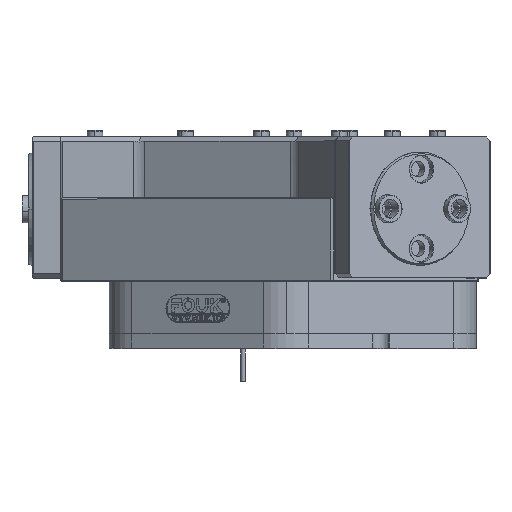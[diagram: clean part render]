
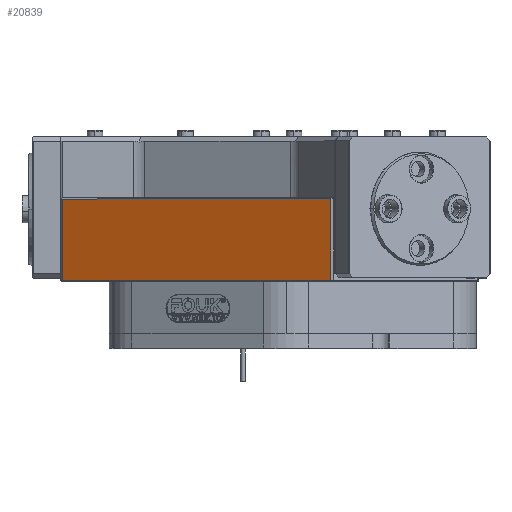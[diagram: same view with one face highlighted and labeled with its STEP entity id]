
A CAD part, top view. The second image highlights one B-rep face of the part: STEP entity #20839.
In plain terms, the highlighted planar face has unit normal (-0.5, 0, 0.866).
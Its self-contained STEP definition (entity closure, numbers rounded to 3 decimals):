
#2376 = VECTOR ( 'NONE', #42790, 1000. ) ;
#4469 = CARTESIAN_POINT ( 'NONE',  ( -100.78, 23.5, 37.655 ) ) ;
#4734 = EDGE_CURVE ( 'NONE', #39166, #11443, #35155, .T. ) ;
#7313 = EDGE_LOOP ( 'NONE', ( #35097, #35590, #37759, #21826 ) ) ;
#7716 = VECTOR ( 'NONE', #7849, 1000. ) ;
#7849 = DIRECTION ( 'NONE',  ( 0.866, 0., 0.5 ) ) ;
#10770 = EDGE_CURVE ( 'NONE', #11443, #34693, #22557, .T. ) ;
#11443 = VERTEX_POINT ( 'NONE', #24207 ) ;
#12783 = EDGE_CURVE ( 'NONE', #34693, #23491, #35551, .T. ) ;
#12949 = AXIS2_PLACEMENT_3D ( 'NONE', #30930, #34318, #14117 ) ;
#14117 = DIRECTION ( 'NONE',  ( 0.866, 0., 0.5 ) ) ;
#17651 = PLANE ( 'NONE',  #12949 ) ;
#19739 = CARTESIAN_POINT ( 'NONE',  ( 17.78, -91.541, 106.106 ) ) ;
#20839 = ADVANCED_FACE ( 'NONE', ( #43346 ), #17651, .T. ) ;
#21826 = ORIENTED_EDGE ( 'NONE', *, *, #4734, .T. ) ;
#22557 = LINE ( 'NONE', #39384, #2376 ) ;
#22682 = CARTESIAN_POINT ( 'NONE',  ( -100.78, 59.4, 37.655 ) ) ;
#23491 = VERTEX_POINT ( 'NONE', #4469 ) ;
#23809 = EDGE_CURVE ( 'NONE', #23491, #39166, #43658, .T. ) ;
#24207 = CARTESIAN_POINT ( 'NONE',  ( 17.78, 59.4, 106.106 ) ) ;
#27657 = CARTESIAN_POINT ( 'NONE',  ( -41.5, 23.5, 71.88 ) ) ;
#28191 = VECTOR ( 'NONE', #32746, 1000. ) ;
#30930 = CARTESIAN_POINT ( 'NONE',  ( -41.5, -91.541, 71.88 ) ) ;
#32746 = DIRECTION ( 'NONE',  ( 0., -1., 0. ) ) ;
#34318 = DIRECTION ( 'NONE',  ( -0.5, 0., 0.866 ) ) ;
#34590 = VECTOR ( 'NONE', #36390, 1000. ) ;
#34693 = VERTEX_POINT ( 'NONE', #22682 ) ;
#35097 = ORIENTED_EDGE ( 'NONE', *, *, #10770, .T. ) ;
#35155 = LINE ( 'NONE', #19739, #34590 ) ;
#35551 = LINE ( 'NONE', #36008, #28191 ) ;
#35590 = ORIENTED_EDGE ( 'NONE', *, *, #12783, .T. ) ;
#36008 = CARTESIAN_POINT ( 'NONE',  ( -100.78, -91.541, 37.655 ) ) ;
#36390 = DIRECTION ( 'NONE',  ( 0., 1., 0. ) ) ;
#37759 = ORIENTED_EDGE ( 'NONE', *, *, #23809, .T. ) ;
#37897 = CARTESIAN_POINT ( 'NONE',  ( 17.78, 23.5, 106.106 ) ) ;
#39166 = VERTEX_POINT ( 'NONE', #37897 ) ;
#39384 = CARTESIAN_POINT ( 'NONE',  ( -41.5, 59.4, 71.88 ) ) ;
#42790 = DIRECTION ( 'NONE',  ( -0.866, 0., -0.5 ) ) ;
#43346 = FACE_OUTER_BOUND ( 'NONE', #7313, .T. ) ;
#43658 = LINE ( 'NONE', #27657, #7716 ) ;
